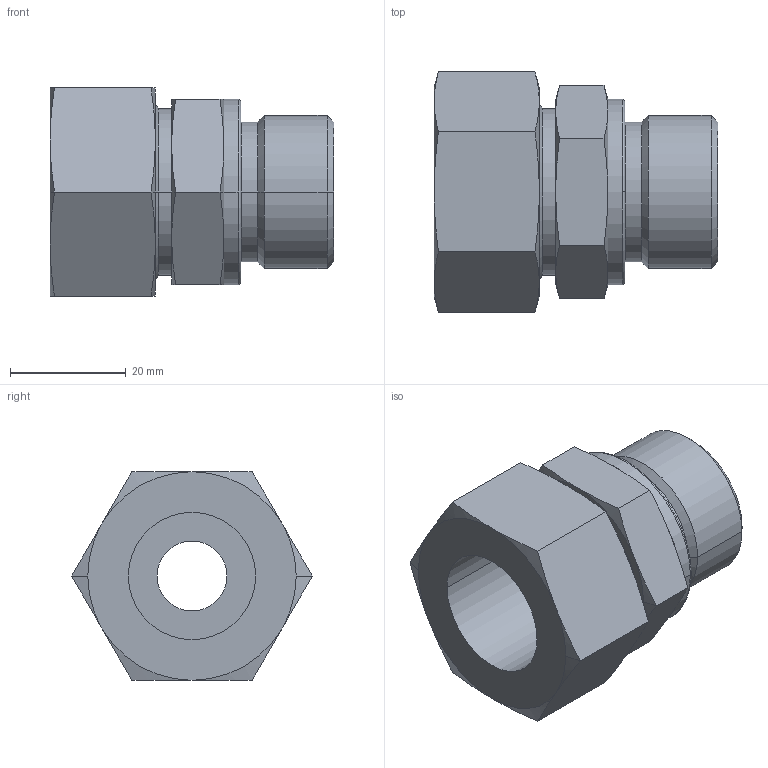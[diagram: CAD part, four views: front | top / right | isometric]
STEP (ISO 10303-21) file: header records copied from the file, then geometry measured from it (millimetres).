
FILE_DESCRIPTION(('STEP AP214'),'1');
FILE_NAME('tmp0.stp','2019-07-05T16:10:25',(' '),(' '),'Spatial InterOp 3D',' ',' ');
FILE_SCHEMA(('automotive_design'));
Length unit declared in the file: millimetre
Products named in the file (1): 1
Bounding box: 49 x 41.57 x 36 mm (x, y, z)
Volume: 30901.5 mm3; surface area: 9916.1 mm2
Topology: 1 solids, 1 shells, 61 faces, 150 edges, 94 vertices
Faces by surface type: cone 28, plane 17, cylinder 12, torus 4
Entity records: 2282 total; most frequent: CARTESIAN_POINT 378, DIRECTION 300, ORIENTED_EDGE 300, EDGE_CURVE 150, AXIS2_PLACEMENT_3D 124, VERTEX_POINT 94, EDGE_LOOP 66, STYLED_ITEM 62
